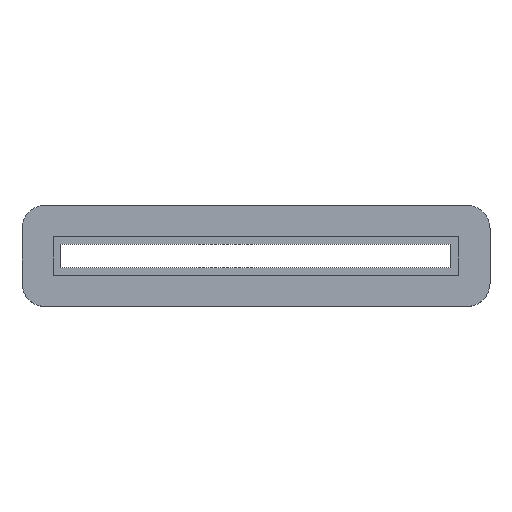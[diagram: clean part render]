
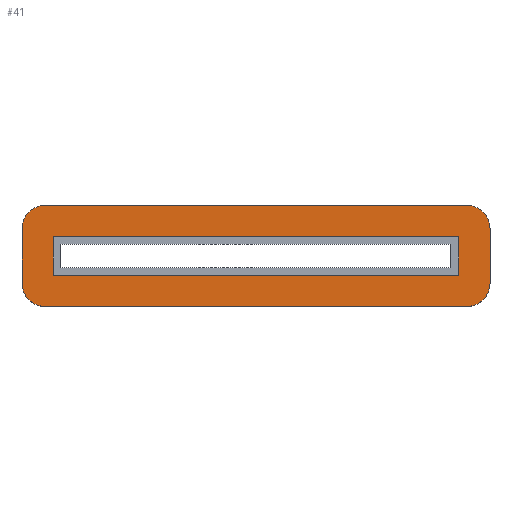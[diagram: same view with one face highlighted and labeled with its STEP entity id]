
A CAD part, top view. The second image highlights one B-rep face of the part: STEP entity #41.
In plain terms, the highlighted planar face has unit normal (0, 0, 1).
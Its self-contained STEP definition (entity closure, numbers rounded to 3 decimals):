
#31=FACE_BOUND('',#109,.F.);
#41=ADVANCED_FACE('',(#31,#75),#333,.T.);
#75=FACE_OUTER_BOUND('',#110,.F.);
#109=EDGE_LOOP('',(#161,#162,#163,#164));
#110=EDGE_LOOP('',(#165,#166,#167,#168,#169,#170,#171,#172));
#161=ORIENTED_EDGE('',*,*,#435,.T.);
#162=ORIENTED_EDGE('',*,*,#438,.T.);
#163=ORIENTED_EDGE('',*,*,#437,.T.);
#164=ORIENTED_EDGE('',*,*,#436,.T.);
#165=ORIENTED_EDGE('',*,*,#463,.F.);
#166=ORIENTED_EDGE('',*,*,#424,.F.);
#167=ORIENTED_EDGE('',*,*,#464,.F.);
#168=ORIENTED_EDGE('',*,*,#412,.F.);
#169=ORIENTED_EDGE('',*,*,#465,.F.);
#170=ORIENTED_EDGE('',*,*,#404,.F.);
#171=ORIENTED_EDGE('',*,*,#466,.F.);
#172=ORIENTED_EDGE('',*,*,#420,.F.);
#333=PLANE('',#732);
#362=CIRCLE('',#707,3.);
#366=CIRCLE('',#711,3.);
#370=CIRCLE('',#715,3.);
#372=CIRCLE('',#717,3.);
#404=EDGE_CURVE('',#652,#651,#362,.T.);
#412=EDGE_CURVE('',#644,#643,#366,.T.);
#420=EDGE_CURVE('',#636,#635,#370,.T.);
#424=EDGE_CURVE('',#632,#631,#372,.T.);
#435=EDGE_CURVE('',#622,#621,#511,.T.);
#436=EDGE_CURVE('',#620,#622,#512,.T.);
#437=EDGE_CURVE('',#619,#620,#513,.T.);
#438=EDGE_CURVE('',#621,#619,#514,.T.);
#463=EDGE_CURVE('',#631,#636,#539,.T.);
#464=EDGE_CURVE('',#643,#632,#540,.T.);
#465=EDGE_CURVE('',#651,#644,#541,.T.);
#466=EDGE_CURVE('',#635,#652,#542,.T.);
#511=LINE('',#1074,#579);
#512=LINE('',#1075,#580);
#513=LINE('',#1076,#581);
#514=LINE('',#1077,#582);
#539=LINE('',#1102,#607);
#540=LINE('',#1103,#608);
#541=LINE('',#1104,#609);
#542=LINE('',#1105,#610);
#579=VECTOR('',#836,5.);
#580=VECTOR('',#837,52.);
#581=VECTOR('',#838,5.);
#582=VECTOR('',#839,52.);
#607=VECTOR('',#864,7.);
#608=VECTOR('',#865,54.);
#609=VECTOR('',#866,7.);
#610=VECTOR('',#867,54.);
#619=VERTEX_POINT('',#966);
#620=VERTEX_POINT('',#967);
#621=VERTEX_POINT('',#968);
#622=VERTEX_POINT('',#969);
#631=VERTEX_POINT('',#978);
#632=VERTEX_POINT('',#979);
#635=VERTEX_POINT('',#982);
#636=VERTEX_POINT('',#983);
#643=VERTEX_POINT('',#990);
#644=VERTEX_POINT('',#991);
#651=VERTEX_POINT('',#998);
#652=VERTEX_POINT('',#999);
#707=AXIS2_PLACEMENT_3D('',#1043,#792,#793);
#711=AXIS2_PLACEMENT_3D('',#1051,#804,#805);
#715=AXIS2_PLACEMENT_3D('',#1059,#816,#817);
#717=AXIS2_PLACEMENT_3D('',#1063,#822,#823);
#732=AXIS2_PLACEMENT_3D('',#1118,#892,#893);
#792=DIRECTION('',(0.,0.,1.));
#793=DIRECTION('',(0.,-1.,0.));
#804=DIRECTION('',(0.,0.,1.));
#805=DIRECTION('',(1.,0.,0.));
#816=DIRECTION('',(0.,0.,1.));
#817=DIRECTION('',(-1.,0.,0.));
#822=DIRECTION('',(0.,0.,1.));
#823=DIRECTION('',(0.,1.,0.));
#836=DIRECTION('',(0.,-1.,0.));
#837=DIRECTION('',(-1.,0.,0.));
#838=DIRECTION('',(0.,1.,0.));
#839=DIRECTION('',(1.,0.,0.));
#864=DIRECTION('',(0.,-1.,0.));
#865=DIRECTION('',(-1.,0.,0.));
#866=DIRECTION('',(0.,1.,0.));
#867=DIRECTION('',(1.,0.,0.));
#892=DIRECTION('',(0.,0.,1.));
#893=DIRECTION('',(1.,0.,0.));
#966=CARTESIAN_POINT('',(0.,0.,5.98));
#967=CARTESIAN_POINT('',(0.,5.,5.98));
#968=CARTESIAN_POINT('',(-52.,0.,5.98));
#969=CARTESIAN_POINT('',(-52.,5.,5.98));
#978=CARTESIAN_POINT('',(-56.,6.,5.98));
#979=CARTESIAN_POINT('',(-53.,9.,5.98));
#982=CARTESIAN_POINT('',(-53.,-4.,5.98));
#983=CARTESIAN_POINT('',(-56.,-1.,5.98));
#990=CARTESIAN_POINT('',(1.,9.,5.98));
#991=CARTESIAN_POINT('',(4.,6.,5.98));
#998=CARTESIAN_POINT('',(4.,-1.,5.98));
#999=CARTESIAN_POINT('',(1.,-4.,5.98));
#1043=CARTESIAN_POINT('',(1.,-1.,5.98));
#1051=CARTESIAN_POINT('',(1.,6.,5.98));
#1059=CARTESIAN_POINT('',(-53.,-1.,5.98));
#1063=CARTESIAN_POINT('',(-53.,6.,5.98));
#1074=CARTESIAN_POINT('',(-52.,5.,5.98));
#1075=CARTESIAN_POINT('',(0.,5.,5.98));
#1076=CARTESIAN_POINT('',(0.,0.,5.98));
#1077=CARTESIAN_POINT('',(-52.,0.,5.98));
#1102=CARTESIAN_POINT('',(-56.,6.,5.98));
#1103=CARTESIAN_POINT('',(1.,9.,5.98));
#1104=CARTESIAN_POINT('',(4.,-1.,5.98));
#1105=CARTESIAN_POINT('',(-53.,-4.,5.98));
#1118=CARTESIAN_POINT('',(-59.,-7.,5.98));
